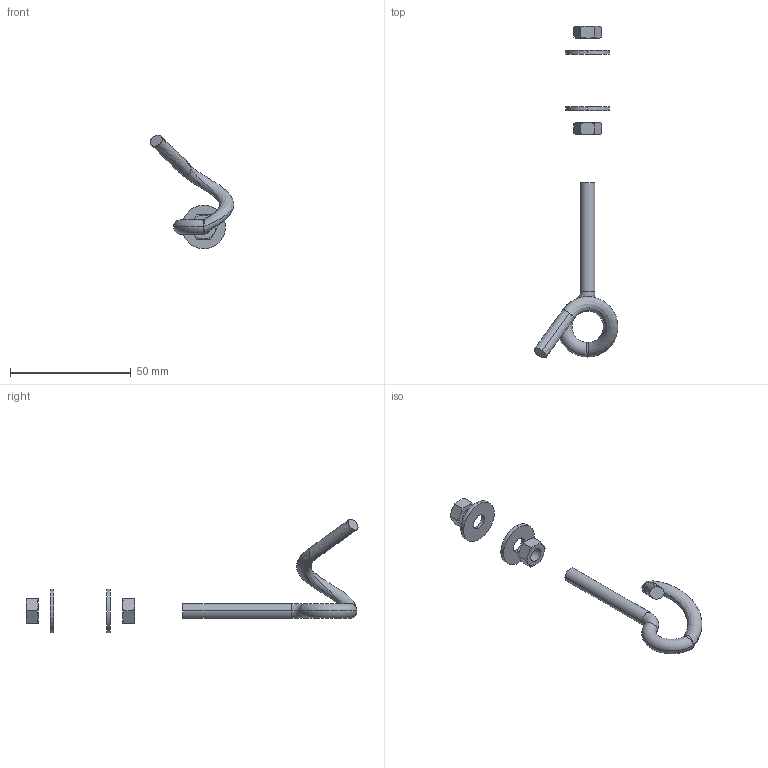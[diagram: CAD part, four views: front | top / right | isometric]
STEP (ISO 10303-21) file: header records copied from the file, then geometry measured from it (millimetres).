
FILE_DESCRIPTION (( 'STEP AP214' ), '1' );
FILE_NAME ('3453820.stp', '2017-05-17T07:18:26', ( '' ), ( '' ), 'SwSTEP 2.0', 'SolidWorks 2016', '' );
FILE_SCHEMA (( 'AUTOMOTIVE_DESIGN' ));
Length unit declared in the file: millimetre
Products named in the file (4): 019282; 35100033_Standard; 05036135_Standard; 3453820
Assembly tree (5 placements, depth 2):
  3453820
    05036135_Standard
    35100033_Standard  x2
    019282  x2
Bounding box: 34.68 x 137.55 x 47 mm (x, y, z)
Volume: 5178.3 mm3; surface area: 4628.2 mm2
Topology: 5 solids, 5 shells, 70 faces, 150 edges, 86 vertices
Faces by surface type: cone 24, plane 22, cylinder 14, bspline 6, torus 4
Entity records: 2184 total; most frequent: CARTESIAN_POINT 1206, DIRECTION 172, ORIENTED_EDGE 172, EDGE_CURVE 86, AXIS2_PLACEMENT_3D 78, VERTEX_POINT 50, EDGE_LOOP 46, ADVANCED_FACE 42
